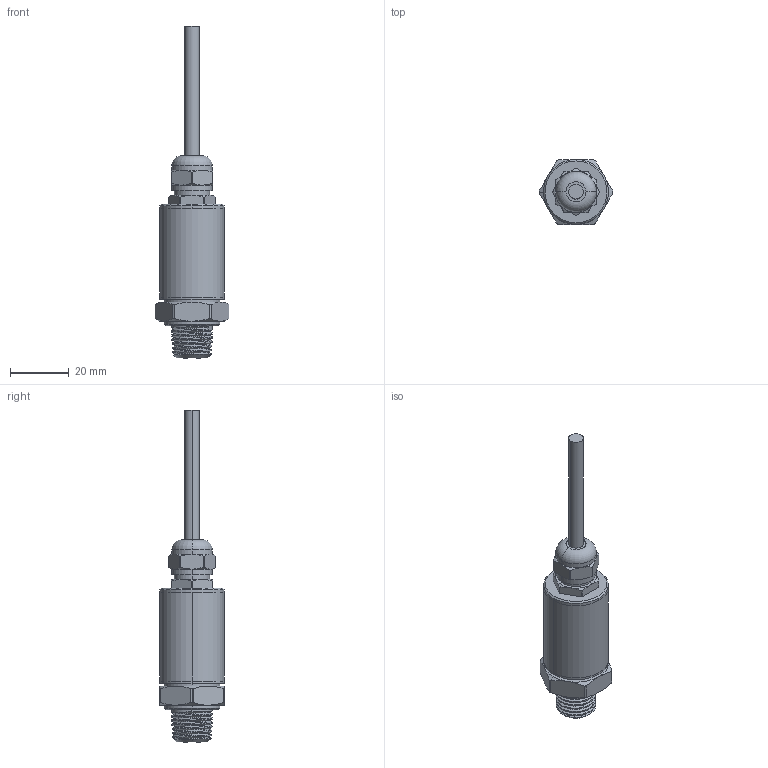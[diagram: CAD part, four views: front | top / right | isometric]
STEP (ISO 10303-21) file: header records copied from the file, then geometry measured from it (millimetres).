
FILE_DESCRIPTION (( 'STEP AP214' ), '1' );
FILE_NAME ('PT211A-215DW_3D.step', '2023-06-28T22:37:37', ( '' ), ( '' ), 'SwSTEP 2.0', 'SolidWorks 2022', '' );
FILE_SCHEMA (( 'AUTOMOTIVE_DESIGN' ));
Length unit declared in the file: millimetre
Products named in the file (5): PRT0001_1^PT211A-215DW; FST800-1_1^PT211A-215DW; M12X1-FANGSHUI-01_1^PT211A-215DW; FST800-2_1^PT211A-215DW; PT211A-215DW_3D
Assembly tree (4 placements, depth 2):
  PT211A-215DW_3D
    FST800-1_1^PT211A-215DW
    FST800-2_1^PT211A-215DW
    PRT0001_1^PT211A-215DW
    M12X1-FANGSHUI-01_1^PT211A-215DW
Bounding box: 25 x 22 x 112.7 mm (x, y, z)
Volume: 20139.9 mm3; surface area: 8408.6 mm2
Topology: 4 solids, 4 shells, 171 faces, 419 edges, 270 vertices
Faces by surface type: cone 61, cylinder 55, plane 41, bspline 12, torus 2
Entity records: 9651 total; most frequent: CARTESIAN_POINT 5650, ORIENTED_EDGE 838, DIRECTION 729, EDGE_CURVE 419, AXIS2_PLACEMENT_3D 309, VERTEX_POINT 270, EDGE_LOOP 187, FACE_OUTER_BOUND 171
